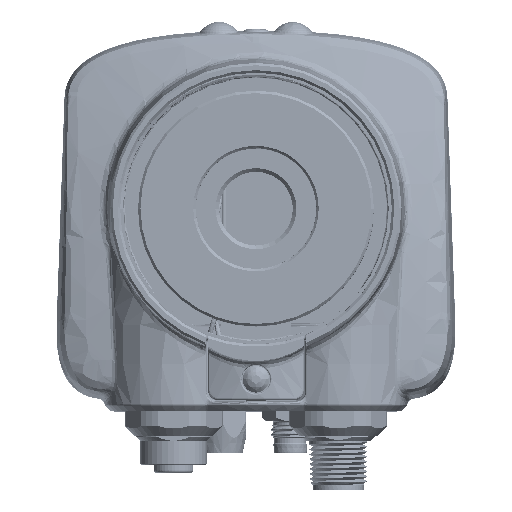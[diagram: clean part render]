
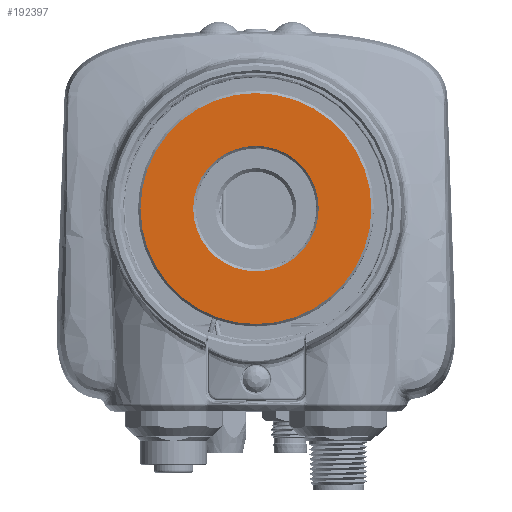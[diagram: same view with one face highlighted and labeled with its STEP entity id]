
A CAD part, top view. The second image highlights one B-rep face of the part: STEP entity #192397.
In plain terms, the highlighted planar face has unit normal (0, 0, 1).
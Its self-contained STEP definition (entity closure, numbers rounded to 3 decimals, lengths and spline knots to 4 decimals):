
#74400=CARTESIAN_POINT('',(0.,0.0492,0.8571));
#74401=DIRECTION('',(0.,0.,1.));
#74402=DIRECTION('',(-1.,0.,0.));
#74403=AXIS2_PLACEMENT_3D('',#74400,#74401,#74402);
#74405=CARTESIAN_POINT('',(0.,0.0492,0.8571));
#74406=DIRECTION('',(0.,0.,1.));
#74407=DIRECTION('',(1.,0.,0.));
#74408=AXIS2_PLACEMENT_3D('',#74405,#74406,#74407);
#74410=CARTESIAN_POINT('',(0.,0.0492,0.8571));
#74411=DIRECTION('',(0.,0.,-1.));
#74412=DIRECTION('',(1.,0.,0.));
#74413=AXIS2_PLACEMENT_3D('',#74410,#74411,#74412);
#74415=CARTESIAN_POINT('',(0.,0.0492,0.8571));
#74416=DIRECTION('',(0.,0.,-1.));
#74417=DIRECTION('',(-1.,0.,0.));
#74418=AXIS2_PLACEMENT_3D('',#74415,#74416,#74417);
#121219=CARTESIAN_POINT('',(-0.9252,0.0492,
0.8571));
#121220=CARTESIAN_POINT('',(0.9252,0.0492,
0.8571));
#121221=VERTEX_POINT('',#121219);
#121222=VERTEX_POINT('',#121220);
#121313=CARTESIAN_POINT('',(0.5027,0.0492,
0.8571));
#121314=CARTESIAN_POINT('',(-0.5027,0.0492,
0.8571));
#121315=VERTEX_POINT('',#121313);
#121316=VERTEX_POINT('',#121314);
#192381=CARTESIAN_POINT('',(0.,0.0492,0.8571));
#192382=DIRECTION('',(0.,0.,1.));
#192383=DIRECTION('',(1.,0.,0.));
#192384=AXIS2_PLACEMENT_3D('',#192381,#192382,#192383);
#192385=PLANE('',#192384);
#192386=ORIENTED_EDGE('',*,*,#192371,.F.);
#192388=ORIENTED_EDGE('',*,*,#192387,.F.);
#192389=EDGE_LOOP('',(#192386,#192388));
#192390=FACE_OUTER_BOUND('',#192389,.F.);
#192392=ORIENTED_EDGE('',*,*,#192391,.F.);
#192394=ORIENTED_EDGE('',*,*,#192393,.F.);
#192395=EDGE_LOOP('',(#192392,#192394));
#192396=FACE_BOUND('',#192395,.F.);
#192397=ADVANCED_FACE('',(#192390,#192396),#192385,.T.);
#74404=CIRCLE('',#74403,0.9252);
#74409=CIRCLE('',#74408,0.9252);
#74414=CIRCLE('',#74413,0.5027);
#74419=CIRCLE('',#74418,0.5027);
#192371=EDGE_CURVE('',#121221,#121222,#74404,.T.);
#192387=EDGE_CURVE('',#121222,#121221,#74409,.T.);
#192391=EDGE_CURVE('',#121315,#121316,#74414,.T.);
#192393=EDGE_CURVE('',#121316,#121315,#74419,.T.);
